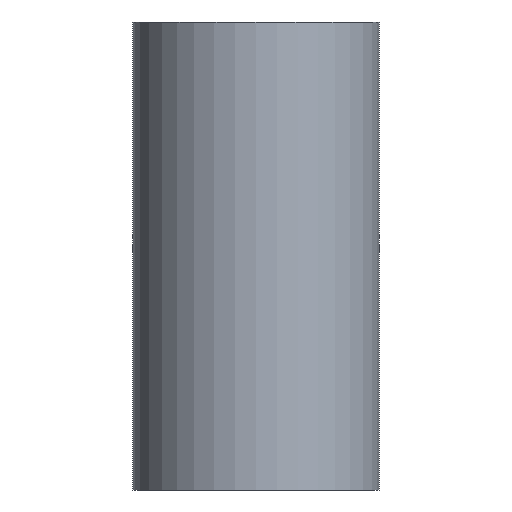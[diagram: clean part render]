
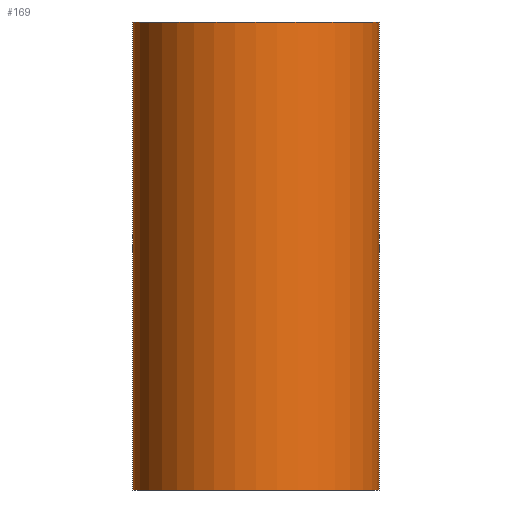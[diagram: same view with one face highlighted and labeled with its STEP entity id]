
A CAD part, left-side view. The second image highlights one B-rep face of the part: STEP entity #169.
In plain terms, the highlighted cylindrical face has radius 30.5 mm (diameter 61 mm), a full revolution.
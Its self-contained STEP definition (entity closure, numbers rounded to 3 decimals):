
#22=FACE_BOUND($,#58,.T.);
#23=FACE_BOUND($,#59,.T.);
#38=B_SPLINE_CURVE_WITH_KNOTS($,3,(#311,#312,#313,#314,#315,#316,#317,#318,
#319,#320,#321,#322,#323,#324),.UNSPECIFIED.,.F.,.F.,(4,2,2,2,2,2,4),(4.609,
4.898,5.186,5.763,6.338,6.626,
6.914),.UNSPECIFIED.);
#39=B_SPLINE_CURVE_WITH_KNOTS($,3,(#326,#327,#328,#329,#330,#331,#332,#333,
#334,#335,#336,#337,#338,#339),.UNSPECIFIED.,.F.,.F.,(4,2,2,2,2,2,4),(-4.609,
-4.321,-4.032,-3.455,-2.88,
-2.592,-2.305),.UNSPECIFIED.);
#40=B_SPLINE_CURVE_WITH_KNOTS($,3,(#341,#342,#343,#344,#345,#346,#347,#348,
#349,#350,#351,#352,#353,#354),.UNSPECIFIED.,.F.,.F.,(4,2,2,2,2,2,4),(6.914,
7.202,7.489,8.065,8.642,8.93,
9.218),.UNSPECIFIED.);
#41=B_SPLINE_CURVE_WITH_KNOTS($,3,(#355,#356,#357,#358,#359,#360,#361,#362,
#363,#364,#365,#366,#367,#368),.UNSPECIFIED.,.F.,.F.,(4,2,2,2,2,2,4),(-2.305,
-2.017,-1.729,-1.154,-0.577,
-0.288,0.),.UNSPECIFIED.);
#44=FACE_OUTER_BOUND($,#57,.T.);
#57=EDGE_LOOP($,(#131));
#58=EDGE_LOOP($,(#132));
#59=EDGE_LOOP($,(#133,#134,#135,#136));
#83=CIRCLE($,#189,30.5);
#84=CIRCLE($,#190,30.5);
#96=VERTEX_POINT($,#305);
#97=VERTEX_POINT($,#307);
#98=VERTEX_POINT($,#309);
#99=VERTEX_POINT($,#310);
#100=VERTEX_POINT($,#325);
#101=VERTEX_POINT($,#340);
#113=EDGE_CURVE($,#96,#96,#83,.T.);
#114=EDGE_CURVE($,#97,#97,#84,.T.);
#115=EDGE_CURVE($,#98,#99,#38,.T.);
#116=EDGE_CURVE($,#98,#100,#39,.T.);
#117=EDGE_CURVE($,#100,#101,#40,.T.);
#118=EDGE_CURVE($,#99,#101,#41,.T.);
#131=ORIENTED_EDGE($,*,*,#113,.F.);
#132=ORIENTED_EDGE($,*,*,#114,.T.);
#133=ORIENTED_EDGE($,*,*,#115,.F.);
#134=ORIENTED_EDGE($,*,*,#116,.T.);
#135=ORIENTED_EDGE($,*,*,#117,.T.);
#136=ORIENTED_EDGE($,*,*,#118,.F.);
#162=CYLINDRICAL_SURFACE($,#188,30.5);
#169=ADVANCED_FACE($,(#44,#22,#23),#162,.T.);
#188=AXIS2_PLACEMENT_3D($,#304,#220,#221);
#189=AXIS2_PLACEMENT_3D($,#306,#222,#223);
#190=AXIS2_PLACEMENT_3D($,#308,#224,#225);
#220=DIRECTION('center_axis',(0.,0.,1.));
#221=DIRECTION('ref_axis',(1.,0.,0.));
#222=DIRECTION('center_axis',(0.,0.,1.));
#223=DIRECTION('ref_axis',(1.,0.,0.));
#224=DIRECTION('center_axis',(0.,0.,1.));
#225=DIRECTION('ref_axis',(1.,0.,0.));
#304=CARTESIAN_POINT('Origin',(0.,0.,0.));
#305=CARTESIAN_POINT('',(-30.5,0.,116.));
#306=CARTESIAN_POINT('Origin',(0.,0.,116.));
#307=CARTESIAN_POINT('',(30.5,0.,0.));
#308=CARTESIAN_POINT('Origin',(0.,0.,0.));
#309=CARTESIAN_POINT('',(26.557,-15.,58.));
#310=CARTESIAN_POINT('',(30.5,0.,43.));
#311=CARTESIAN_POINT('Ctrl Pts',(26.557,-15.,58.));
#312=CARTESIAN_POINT('Ctrl Pts',(26.557,-15.,57.039));
#313=CARTESIAN_POINT('Ctrl Pts',(26.61,-14.906,56.051));
#314=CARTESIAN_POINT('Ctrl Pts',(26.824,-14.518,54.099));
#315=CARTESIAN_POINT('Ctrl Pts',(26.984,-14.224,53.134));
#316=CARTESIAN_POINT('Ctrl Pts',(27.572,-13.069,50.373));
#317=CARTESIAN_POINT('Ctrl Pts',(28.108,-11.922,48.709));
#318=CARTESIAN_POINT('Ctrl Pts',(29.083,-9.295,46.081));
#319=CARTESIAN_POINT('Ctrl Pts',(29.59,-7.63,44.932));
#320=CARTESIAN_POINT('Ctrl Pts',(30.124,-4.864,43.775));
#321=CARTESIAN_POINT('Ctrl Pts',(30.266,-3.898,43.481));
#322=CARTESIAN_POINT('Ctrl Pts',(30.454,-1.946,43.093));
#323=CARTESIAN_POINT('Ctrl Pts',(30.5,-0.959,43.));
#324=CARTESIAN_POINT('Ctrl Pts',(30.5,0.,43.));
#325=CARTESIAN_POINT('',(30.5,0.,73.));
#326=CARTESIAN_POINT('Ctrl Pts',(26.557,-15.,58.));
#327=CARTESIAN_POINT('Ctrl Pts',(26.557,-15.,58.961));
#328=CARTESIAN_POINT('Ctrl Pts',(26.61,-14.906,59.949));
#329=CARTESIAN_POINT('Ctrl Pts',(26.824,-14.518,61.901));
#330=CARTESIAN_POINT('Ctrl Pts',(26.984,-14.224,62.866));
#331=CARTESIAN_POINT('Ctrl Pts',(27.572,-13.069,65.627));
#332=CARTESIAN_POINT('Ctrl Pts',(28.108,-11.922,67.291));
#333=CARTESIAN_POINT('Ctrl Pts',(29.083,-9.295,69.919));
#334=CARTESIAN_POINT('Ctrl Pts',(29.59,-7.63,71.068));
#335=CARTESIAN_POINT('Ctrl Pts',(30.124,-4.864,72.225));
#336=CARTESIAN_POINT('Ctrl Pts',(30.266,-3.898,72.519));
#337=CARTESIAN_POINT('Ctrl Pts',(30.454,-1.946,72.907));
#338=CARTESIAN_POINT('Ctrl Pts',(30.5,-0.959,73.));
#339=CARTESIAN_POINT('Ctrl Pts',(30.5,0.,73.));
#340=CARTESIAN_POINT('',(26.557,15.,58.));
#341=CARTESIAN_POINT('Ctrl Pts',(30.5,0.,73.));
#342=CARTESIAN_POINT('Ctrl Pts',(30.5,0.959,73.));
#343=CARTESIAN_POINT('Ctrl Pts',(30.454,1.946,72.907));
#344=CARTESIAN_POINT('Ctrl Pts',(30.266,3.898,72.519));
#345=CARTESIAN_POINT('Ctrl Pts',(30.124,4.864,72.225));
#346=CARTESIAN_POINT('Ctrl Pts',(29.59,7.63,71.068));
#347=CARTESIAN_POINT('Ctrl Pts',(29.083,9.295,69.919));
#348=CARTESIAN_POINT('Ctrl Pts',(28.108,11.922,67.291));
#349=CARTESIAN_POINT('Ctrl Pts',(27.572,13.069,65.627));
#350=CARTESIAN_POINT('Ctrl Pts',(26.984,14.224,62.866));
#351=CARTESIAN_POINT('Ctrl Pts',(26.824,14.518,61.901));
#352=CARTESIAN_POINT('Ctrl Pts',(26.61,14.906,59.949));
#353=CARTESIAN_POINT('Ctrl Pts',(26.557,15.,58.961));
#354=CARTESIAN_POINT('Ctrl Pts',(26.557,15.,58.));
#355=CARTESIAN_POINT('Ctrl Pts',(30.5,0.,43.));
#356=CARTESIAN_POINT('Ctrl Pts',(30.5,0.959,43.));
#357=CARTESIAN_POINT('Ctrl Pts',(30.454,1.946,43.093));
#358=CARTESIAN_POINT('Ctrl Pts',(30.266,3.898,43.481));
#359=CARTESIAN_POINT('Ctrl Pts',(30.124,4.864,43.775));
#360=CARTESIAN_POINT('Ctrl Pts',(29.59,7.63,44.932));
#361=CARTESIAN_POINT('Ctrl Pts',(29.083,9.295,46.081));
#362=CARTESIAN_POINT('Ctrl Pts',(28.108,11.922,48.709));
#363=CARTESIAN_POINT('Ctrl Pts',(27.572,13.069,50.373));
#364=CARTESIAN_POINT('Ctrl Pts',(26.984,14.224,53.134));
#365=CARTESIAN_POINT('Ctrl Pts',(26.824,14.518,54.099));
#366=CARTESIAN_POINT('Ctrl Pts',(26.61,14.906,56.051));
#367=CARTESIAN_POINT('Ctrl Pts',(26.557,15.,57.039));
#368=CARTESIAN_POINT('Ctrl Pts',(26.557,15.,58.));
